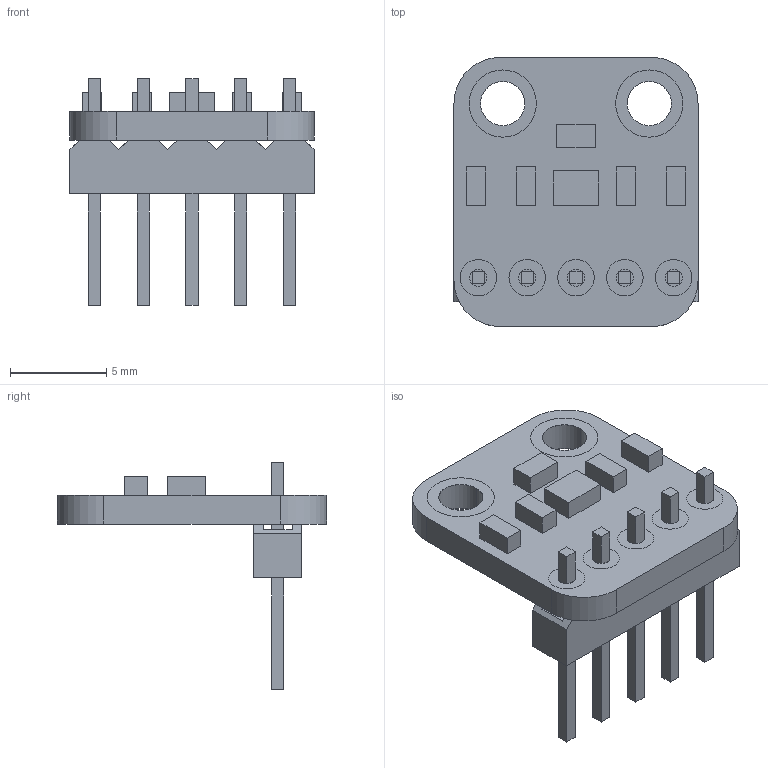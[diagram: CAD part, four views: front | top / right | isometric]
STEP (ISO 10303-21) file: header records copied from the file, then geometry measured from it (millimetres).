
FILE_DESCRIPTION (( 'STEP AP214' ), '1' );
FILE_NAME ('11399909-FD7B-4BC2-AEB9-1366FFE9A021.STEP', '2025-11-21T20:45:10', ( '' ), ( '' ), 'SwSTEP 2.0', 'SolidWorks 2022', '' );
FILE_SCHEMA (( 'AUTOMOTIVE_DESIGN' ));
Length unit declared in the file: millimetre
Products named in the file (1): 11399909-FD7B-4BC2-AEB9-1366FFE9A021
Bounding box: 12.7 x 14 x 11.8 mm (x, y, z)
Volume: 390.1 mm3; surface area: 914 mm2
Topology: 9 solids, 9 shells, 186 faces, 456 edges, 304 vertices
Faces by surface type: plane 140, cylinder 46
Entity records: 6494 total; most frequent: CARTESIAN_POINT 947, DIRECTION 922, ORIENTED_EDGE 912, EDGE_CURVE 456, LINE 364, VECTOR 364, VERTEX_POINT 304, AXIS2_PLACEMENT_3D 279
